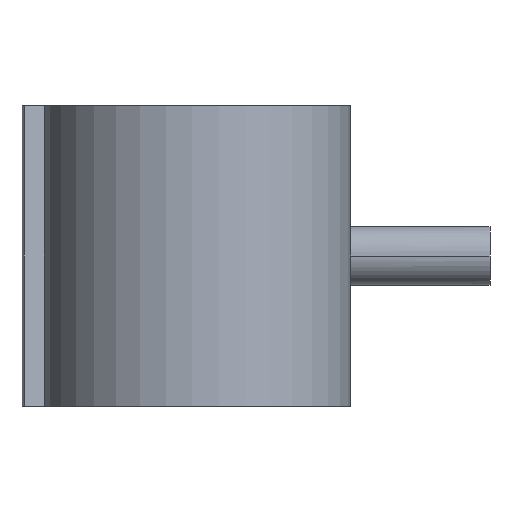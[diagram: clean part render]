
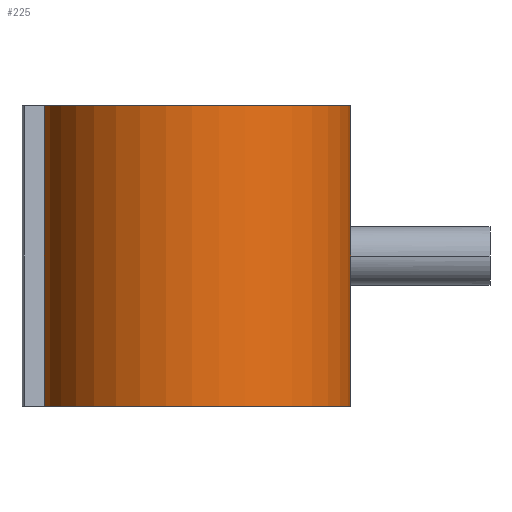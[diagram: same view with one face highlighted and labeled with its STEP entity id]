
A CAD part, front view. The second image highlights one B-rep face of the part: STEP entity #225.
In plain terms, the highlighted cylindrical face has radius 65.667 mm (diameter 131.333 mm), a partial arc.
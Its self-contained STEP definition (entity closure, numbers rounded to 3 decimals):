
#225 = ADVANCED_FACE( '', ( #593 ), #594, .T. );
#271 = VERTEX_POINT( '', #645 );
#337 = EDGE_CURVE( '', #411, #479, #715, .T. );
#411 = VERTEX_POINT( '', #796 );
#429 = EDGE_CURVE( '', #271, #411, #817, .T. );
#441 = VERTEX_POINT( '', #830 );
#451 = EDGE_CURVE( '', #479, #441, #843, .T. );
#475 = EDGE_CURVE( '', #271, #441, #871, .T. );
#479 = VERTEX_POINT( '', #876 );
#593 = FACE_OUTER_BOUND( '', #1013, .T. );
#594 = CYLINDRICAL_SURFACE( '', #1014, 65.667 );
#645 = CARTESIAN_POINT( '', ( -64.961, -9.6, 64. ) );
#715 = CIRCLE( '', #1231, 65.667 );
#796 = CARTESIAN_POINT( '', ( -64.961, -9.6, -64. ) );
#817 = LINE( '', #1445, #1446 );
#830 = CARTESIAN_POINT( '', ( 64.961, 9.6, 64. ) );
#843 = LINE( '', #1542, #1543 );
#871 = CIRCLE( '', #1679, 65.667 );
#876 = CARTESIAN_POINT( '', ( 64.961, 9.6, -64. ) );
#1013 = EDGE_LOOP( '', ( #1837, #1838, #1839, #1840 ) );
#1014 = AXIS2_PLACEMENT_3D( '', #1841, #1842, #1843 );
#1231 = AXIS2_PLACEMENT_3D( '', #1982, #1983, #1984 );
#1445 = CARTESIAN_POINT( '', ( -64.961, -9.6, 64. ) );
#1446 = VECTOR( '', #2094, 1. );
#1542 = CARTESIAN_POINT( '', ( 64.961, 9.6, 64. ) );
#1543 = VECTOR( '', #2126, 1. );
#1679 = AXIS2_PLACEMENT_3D( '', #2165, #2166, #2167 );
#1837 = ORIENTED_EDGE( '', *, *, #451, .T. );
#1838 = ORIENTED_EDGE( '', *, *, #475, .F. );
#1839 = ORIENTED_EDGE( '', *, *, #429, .T. );
#1840 = ORIENTED_EDGE( '', *, *, #337, .T. );
#1841 = CARTESIAN_POINT( '', ( 0., 0., 64. ) );
#1842 = DIRECTION( '', ( 0., 0., 1. ) );
#1843 = DIRECTION( '', ( -0.989, -0.146, 0. ) );
#1982 = CARTESIAN_POINT( '', ( 0., 0., -64. ) );
#1983 = DIRECTION( '', ( 0., 0., 1. ) );
#1984 = DIRECTION( '', ( -0.989, -0.146, 0. ) );
#2094 = DIRECTION( '', ( 0., 0., -1. ) );
#2126 = DIRECTION( '', ( 0., 0., 1. ) );
#2165 = CARTESIAN_POINT( '', ( 0., 0., 64. ) );
#2166 = DIRECTION( '', ( 0., 0., 1. ) );
#2167 = DIRECTION( '', ( -0.989, -0.146, 0. ) );
